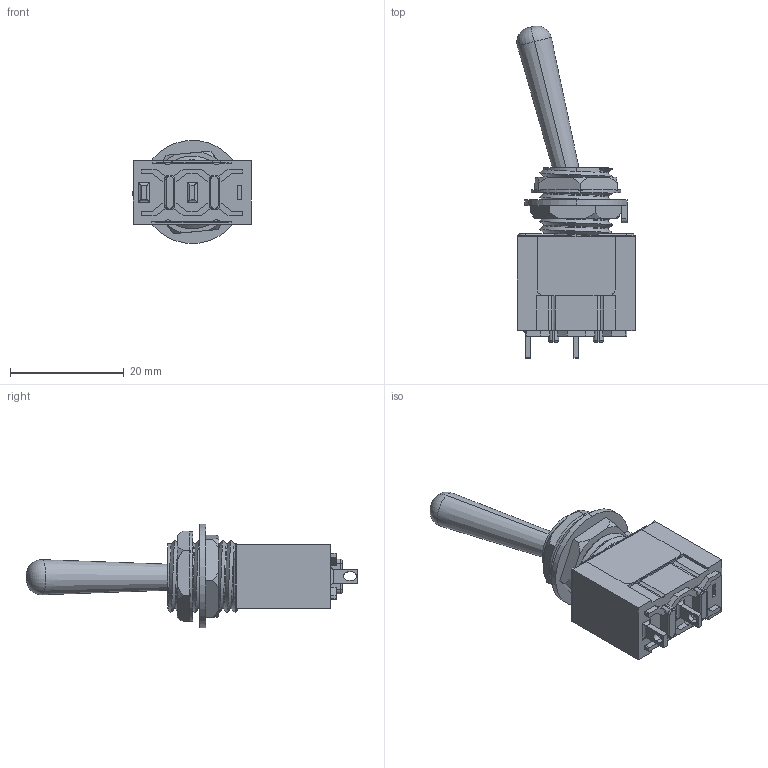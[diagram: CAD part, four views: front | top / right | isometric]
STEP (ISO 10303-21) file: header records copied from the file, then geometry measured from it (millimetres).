
FILE_DESCRIPTION (( 'STEP AP214' ), '1' );
FILE_NAME ('User Library-P2011B-RO.STEP', '2015-05-11T20:50:31', ( 'Windows User' ), ( '' ), 'SwSTEP 2.0', 'SolidWorks 2015', '' );
FILE_SCHEMA (( 'AUTOMOTIVE_DESIGN' ));
Length unit declared in the file: inch
Products named in the file (6): User Library-P2011B-RO_stem; User Library-P2011B-RO_anti-rotation; User Library-P2011B-RO_washer; User Library-P2011B-RO_Nut; User Library-P2011B-RO_Body; User Library-P2011B-RO
Assembly tree (6 placements, depth 2):
  User Library-P2011B-RO
    User Library-P2011B-RO_Body
    User Library-P2011B-RO_Nut  x2
    User Library-P2011B-RO_washer
    User Library-P2011B-RO_anti-rotation
    User Library-P2011B-RO_stem
Bounding box: 20.76 x 58.26 x 18.11 mm (x, y, z)
Volume: 1368.2 mm3; surface area: 6306.5 mm2
Topology: 5 solids, 10 shells, 318 faces, 842 edges, 547 vertices
Faces by surface type: plane 173, cylinder 109, torus 18, cone 16, bspline 2
Entity records: 10491 total; most frequent: CARTESIAN_POINT 2686, ORIENTED_EDGE 1585, DIRECTION 1565, EDGE_CURVE 797, AXIS2_PLACEMENT_3D 522, LINE 521, VECTOR 521, VERTEX_POINT 517
